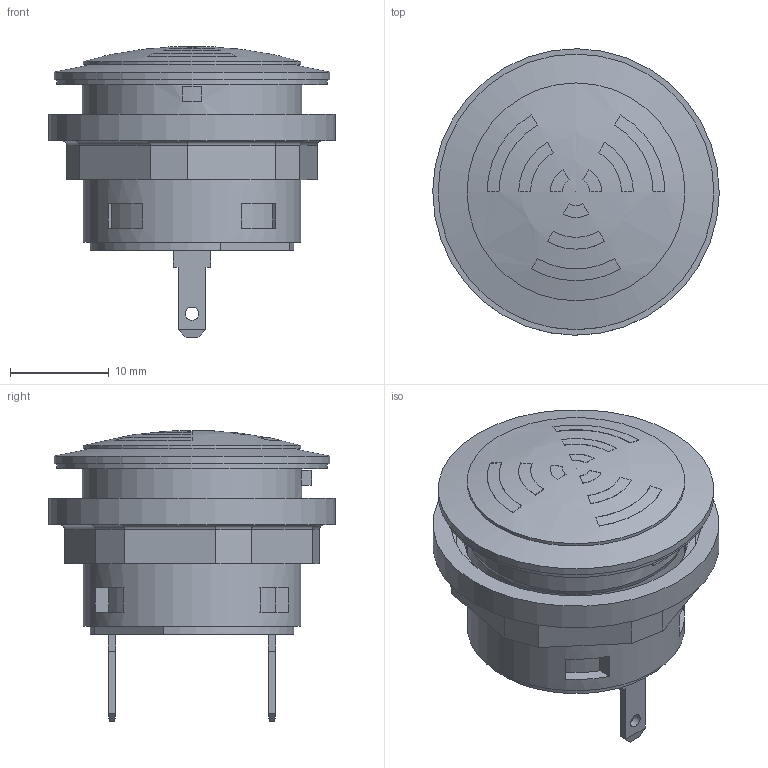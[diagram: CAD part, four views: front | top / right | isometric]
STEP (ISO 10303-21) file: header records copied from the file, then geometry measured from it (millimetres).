
FILE_DESCRIPTION(/* description */ (''),/* implementation_level */ '2;1');
FILE_NAME(/* name */ 'SNSG+SG-24V.stp',/* time_stamp */ '2015-09-23T14:48:06+02:00',/* author */ ('mharscher'),/* organization */ (''),/* preprocessor_version */ 'ST-DEVELOPER v15.2',/* originating_system */ 'Autodesk Inventor 2014',/* authorisation */ '');
FILE_SCHEMA (('CONFIG_CONTROL_DESIGN'));
Length unit declared in the file: millimetre
Products named in the file (1): SIgnalgeber flachsteck
Bounding box: 29 x 29 x 29.44 mm (x, y, z)
Volume: 8663.8 mm3; surface area: 4406.3 mm2
Topology: 1 solids, 7 shells, 185 faces, 425 edges, 277 vertices
Faces by surface type: plane 111, cylinder 58, sphere 11, torus 3, cone 2
Full cylindrical faces by diameter (mm): 1.35 x2, 17.1 x1, 20.348 x1, 22 x2, 22.05 x1, 22.2 x1, 22.6 x1, 25.35 x1, 27.4 x1, 27.9 x1, 29 x1
Entity records: 5081 total; most frequent: DIRECTION 930, CARTESIAN_POINT 848, ORIENTED_EDGE 790, EDGE_CURVE 395, AXIS2_PLACEMENT_3D 349, VERTEX_POINT 267, EDGE_LOOP 234, LINE 232
